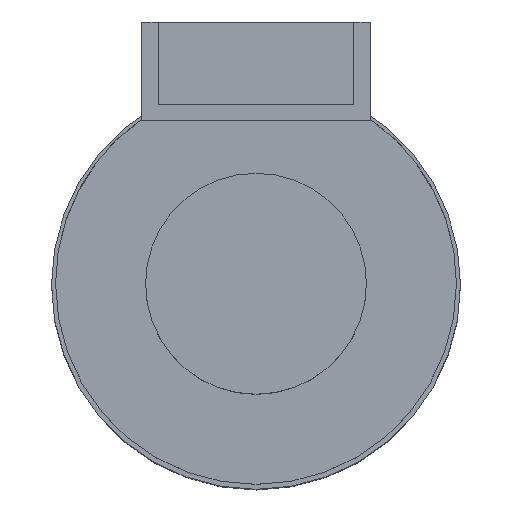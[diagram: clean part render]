
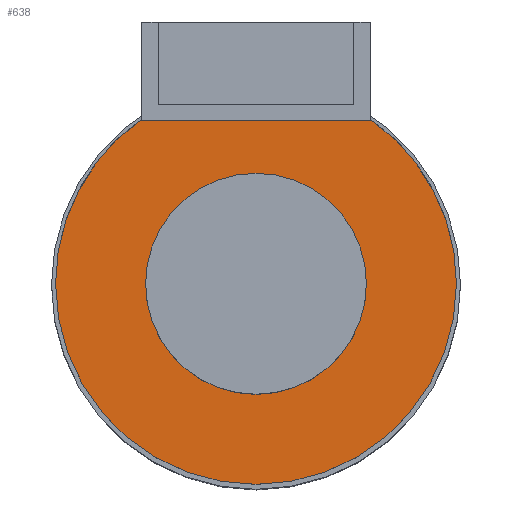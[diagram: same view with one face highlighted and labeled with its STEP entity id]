
A CAD part, top view. The second image highlights one B-rep face of the part: STEP entity #638.
In plain terms, the highlighted planar face has unit normal (0, 0, 1).
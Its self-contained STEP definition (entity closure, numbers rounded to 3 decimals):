
#113=CARTESIAN_POINT('',(0.,0.,54.5));
#114=DIRECTION('',(0.,0.,1.));
#115=DIRECTION('',(1.,0.,0.));
#116=AXIS2_PLACEMENT_3D('',#113,#114,#115);
#118=CARTESIAN_POINT('',(0.,0.,54.5));
#119=DIRECTION('',(0.,0.,1.));
#120=DIRECTION('',(-1.,0.,0.));
#121=AXIS2_PLACEMENT_3D('',#118,#119,#120);
#123=DIRECTION('',(1.,0.,0.));
#124=VECTOR('',#123,14.);
#125=CARTESIAN_POINT('',(-7.,10.,54.5));
#126=LINE('',#125,#124);
#127=DIRECTION('',(0.,-1.,0.));
#128=VECTOR('',#127,0.053);
#129=CARTESIAN_POINT('',(7.,10.053,54.5));
#130=LINE('',#129,#128);
#131=CARTESIAN_POINT('',(0.,0.,54.5));
#132=DIRECTION('',(0.,0.,1.));
#133=DIRECTION('',(1.,0.,0.));
#134=AXIS2_PLACEMENT_3D('',#131,#132,#133);
#136=CARTESIAN_POINT('',(0.,0.,54.5));
#137=DIRECTION('',(0.,0.,1.));
#138=DIRECTION('',(-1.,0.,0.));
#139=AXIS2_PLACEMENT_3D('',#136,#137,#138);
#141=CARTESIAN_POINT('',(0.,0.,54.5));
#142=DIRECTION('',(0.,0.,1.));
#143=DIRECTION('',(-0.571,0.821,0.));
#144=AXIS2_PLACEMENT_3D('',#141,#142,#143);
#146=DIRECTION('',(0.,-1.,0.));
#147=VECTOR('',#146,0.053);
#148=CARTESIAN_POINT('',(-7.,10.053,54.5));
#149=LINE('',#148,#147);
#387=CARTESIAN_POINT('',(-12.25,0.,54.5));
#388=CARTESIAN_POINT('',(12.25,0.,54.5));
#389=VERTEX_POINT('',#387);
#390=VERTEX_POINT('',#388);
#399=CARTESIAN_POINT('',(6.75,0.,54.5));
#400=CARTESIAN_POINT('',(-6.75,0.,54.5));
#401=VERTEX_POINT('',#399);
#402=VERTEX_POINT('',#400);
#415=CARTESIAN_POINT('',(-7.,10.,54.5));
#416=CARTESIAN_POINT('',(7.,10.,54.5));
#417=VERTEX_POINT('',#415);
#418=VERTEX_POINT('',#416);
#419=CARTESIAN_POINT('',(7.,10.053,54.5));
#420=VERTEX_POINT('',#419);
#421=CARTESIAN_POINT('',(-7.,10.053,54.5));
#422=VERTEX_POINT('',#421);
#616=CARTESIAN_POINT('',(0.,0.,54.5));
#617=DIRECTION('',(0.,0.,1.));
#618=DIRECTION('',(1.,0.,0.));
#619=AXIS2_PLACEMENT_3D('',#616,#617,#618);
#620=PLANE('',#619);
#622=ORIENTED_EDGE('',*,*,#621,.T.);
#623=ORIENTED_EDGE('',*,*,#604,.F.);
#624=ORIENTED_EDGE('',*,*,#579,.F.);
#626=ORIENTED_EDGE('',*,*,#625,.F.);
#627=ORIENTED_EDGE('',*,*,#572,.F.);
#629=ORIENTED_EDGE('',*,*,#628,.T.);
#630=EDGE_LOOP('',(#622,#623,#624,#626,#627,#629));
#631=FACE_OUTER_BOUND('',#630,.F.);
#633=ORIENTED_EDGE('',*,*,#632,.T.);
#635=ORIENTED_EDGE('',*,*,#634,.T.);
#636=EDGE_LOOP('',(#633,#635));
#637=FACE_BOUND('',#636,.F.);
#638=ADVANCED_FACE('',(#631,#637),#620,.T.);
#117=CIRCLE('',#116,6.75);
#122=CIRCLE('',#121,6.75);
#135=CIRCLE('',#134,12.25);
#140=CIRCLE('',#139,12.25);
#145=CIRCLE('',#144,12.25);
#572=EDGE_CURVE('',#422,#389,#145,.T.);
#579=EDGE_CURVE('',#390,#420,#135,.T.);
#604=EDGE_CURVE('',#420,#418,#130,.T.);
#621=EDGE_CURVE('',#417,#418,#126,.T.);
#625=EDGE_CURVE('',#389,#390,#140,.T.);
#628=EDGE_CURVE('',#422,#417,#149,.T.);
#632=EDGE_CURVE('',#401,#402,#117,.T.);
#634=EDGE_CURVE('',#402,#401,#122,.T.);
